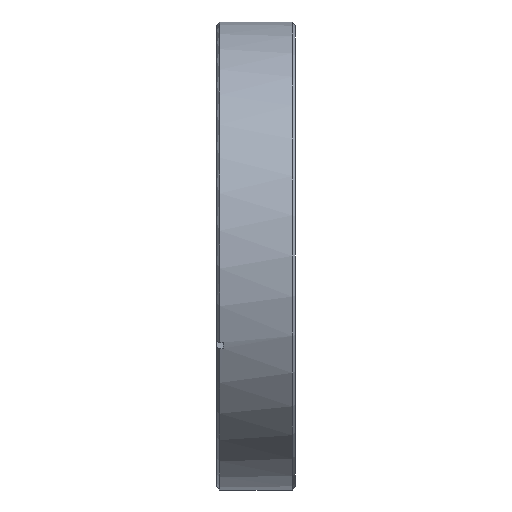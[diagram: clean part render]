
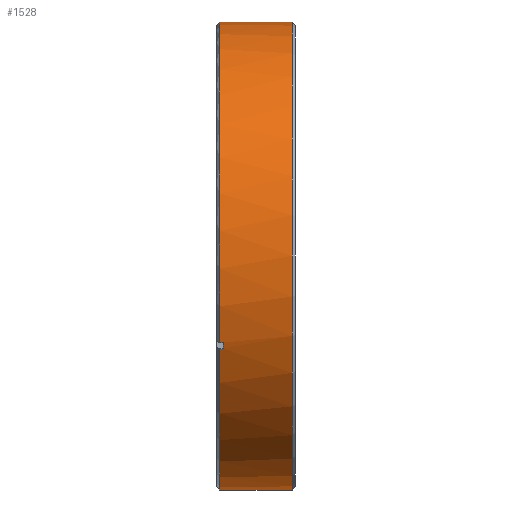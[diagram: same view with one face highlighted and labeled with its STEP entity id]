
A CAD part, front view. The second image highlights one B-rep face of the part: STEP entity #1528.
In plain terms, the highlighted cylindrical face has radius 56.769 mm (diameter 113.538 mm), a partial arc.
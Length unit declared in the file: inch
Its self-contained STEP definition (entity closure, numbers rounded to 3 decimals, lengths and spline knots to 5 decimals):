
#15 = AXIS2_PLACEMENT_3D ( 'NONE', #2494, #814, #1990 ) ;
#39 = LINE ( 'NONE', #1260, #2562 ) ;
#91 = CARTESIAN_POINT ( 'NONE',  ( 0.03, 0., 2.235 ) ) ;
#112 = ORIENTED_EDGE ( 'NONE', *, *, #407, .T. ) ;
#168 = ORIENTED_EDGE ( 'NONE', *, *, #604, .F. ) ;
#276 = EDGE_CURVE ( 'NONE', #1306, #3025, #1531, .T. ) ;
#371 = ORIENTED_EDGE ( 'NONE', *, *, #418, .F. ) ;
#407 = EDGE_CURVE ( 'NONE', #624, #1306, #1028, .T. ) ;
#418 = EDGE_CURVE ( 'NONE', #2512, #1129, #667, .T. ) ;
#477 = DIRECTION ( 'NONE',  ( -1., 0., 0. ) ) ;
#559 = VERTEX_POINT ( 'NONE', #798 ) ;
#588 = DIRECTION ( 'NONE',  ( 0., 0., -1. ) ) ;
#604 = EDGE_CURVE ( 'NONE', #624, #559, #39, .T. ) ;
#624 = VERTEX_POINT ( 'NONE', #1003 ) ;
#667 = LINE ( 'NONE', #1608, #983 ) ;
#692 = LINE ( 'NONE', #3040, #862 ) ;
#704 = CARTESIAN_POINT ( 'NONE',  ( 0.062, 0., 0. ) ) ;
#773 = AXIS2_PLACEMENT_3D ( 'NONE', #2070, #2540, #1114 ) ;
#798 = CARTESIAN_POINT ( 'NONE',  ( 0.03, 0., -2.235 ) ) ;
#814 = DIRECTION ( 'NONE',  ( -1., 0., 0. ) ) ;
#862 = VECTOR ( 'NONE', #2546, 39.37008 ) ;
#902 = DIRECTION ( 'NONE',  ( 0., 0., 1. ) ) ;
#983 = VECTOR ( 'NONE', #2810, 39.37008 ) ;
#1003 = CARTESIAN_POINT ( 'NONE',  ( 0.72, 0., -2.235 ) ) ;
#1028 = CIRCLE ( 'NONE', #1222, 2.235 ) ;
#1104 = AXIS2_PLACEMENT_3D ( 'NONE', #704, #1394, #2524 ) ;
#1114 = DIRECTION ( 'NONE',  ( 0., 0., -1. ) ) ;
#1115 = ORIENTED_EDGE ( 'NONE', *, *, #276, .T. ) ;
#1129 = VERTEX_POINT ( 'NONE', #1954 ) ;
#1222 = AXIS2_PLACEMENT_3D ( 'NONE', #2862, #477, #902 ) ;
#1260 = CARTESIAN_POINT ( 'NONE',  ( 0., 0., -2.235 ) ) ;
#1306 = VERTEX_POINT ( 'NONE', #2835 ) ;
#1394 = DIRECTION ( 'NONE',  ( -1., 0., 0. ) ) ;
#1453 = CARTESIAN_POINT ( 'NONE',  ( 0.03, -2.05281, -0.88386 ) ) ;
#1528 = ADVANCED_FACE ( 'NONE', ( #2378 ), #2150, .T. ) ;
#1531 = LINE ( 'NONE', #2047, #2065 ) ;
#1594 = ORIENTED_EDGE ( 'NONE', *, *, #2575, .T. ) ;
#1608 = CARTESIAN_POINT ( 'NONE',  ( 0.062, -2.07654, -0.82657 ) ) ;
#1649 = EDGE_CURVE ( 'NONE', #1963, #559, #1802, .T. ) ;
#1657 = AXIS2_PLACEMENT_3D ( 'NONE', #1774, #2715, #588 ) ;
#1706 = EDGE_CURVE ( 'NONE', #3025, #1129, #1707, .T. ) ;
#1707 = CIRCLE ( 'NONE', #773, 2.235 ) ;
#1732 = ORIENTED_EDGE ( 'NONE', *, *, #1706, .T. ) ;
#1763 = EDGE_CURVE ( 'NONE', #2950, #2512, #2854, .T. ) ;
#1774 = CARTESIAN_POINT ( 'NONE',  ( 0.03, 0., 0. ) ) ;
#1802 = CIRCLE ( 'NONE', #1657, 2.235 ) ;
#1875 = ORIENTED_EDGE ( 'NONE', *, *, #1649, .T. ) ;
#1954 = CARTESIAN_POINT ( 'NONE',  ( 0.03, -2.07654, -0.82657 ) ) ;
#1963 = VERTEX_POINT ( 'NONE', #1453 ) ;
#1985 = CARTESIAN_POINT ( 'NONE',  ( 0.062, -2.05281, -0.88386 ) ) ;
#1990 = DIRECTION ( 'NONE',  ( 0., 0., 1. ) ) ;
#2047 = CARTESIAN_POINT ( 'NONE',  ( 0., 0., 2.235 ) ) ;
#2065 = VECTOR ( 'NONE', #3026, 39.37008 ) ;
#2070 = CARTESIAN_POINT ( 'NONE',  ( 0.03, 0., 0. ) ) ;
#2150 = CYLINDRICAL_SURFACE ( 'NONE', #15, 2.235 ) ;
#2157 = DIRECTION ( 'NONE',  ( -1., 0., 0. ) ) ;
#2220 = ORIENTED_EDGE ( 'NONE', *, *, #1763, .F. ) ;
#2378 = FACE_OUTER_BOUND ( 'NONE', #2806, .T. ) ;
#2494 = CARTESIAN_POINT ( 'NONE',  ( 0., 0., 0. ) ) ;
#2499 = CARTESIAN_POINT ( 'NONE',  ( 0.062, -2.07654, -0.82657 ) ) ;
#2512 = VERTEX_POINT ( 'NONE', #2499 ) ;
#2524 = DIRECTION ( 'NONE',  ( 0., 0., 1. ) ) ;
#2540 = DIRECTION ( 'NONE',  ( 1., 0., 0. ) ) ;
#2546 = DIRECTION ( 'NONE',  ( -1., 0., 0. ) ) ;
#2562 = VECTOR ( 'NONE', #2157, 39.37008 ) ;
#2575 = EDGE_CURVE ( 'NONE', #2950, #1963, #692, .T. ) ;
#2715 = DIRECTION ( 'NONE',  ( 1., 0., 0. ) ) ;
#2806 = EDGE_LOOP ( 'NONE', ( #168, #112, #1115, #1732, #371, #2220, #1594, #1875 ) ) ;
#2810 = DIRECTION ( 'NONE',  ( -1., 0., 0. ) ) ;
#2835 = CARTESIAN_POINT ( 'NONE',  ( 0.72, 0., 2.235 ) ) ;
#2854 = CIRCLE ( 'NONE', #1104, 2.235 ) ;
#2862 = CARTESIAN_POINT ( 'NONE',  ( 0.72, 0., 0. ) ) ;
#2950 = VERTEX_POINT ( 'NONE', #1985 ) ;
#3025 = VERTEX_POINT ( 'NONE', #91 ) ;
#3026 = DIRECTION ( 'NONE',  ( -1., 0., 0. ) ) ;
#3040 = CARTESIAN_POINT ( 'NONE',  ( 0.062, -2.05281, -0.88386 ) ) ;
